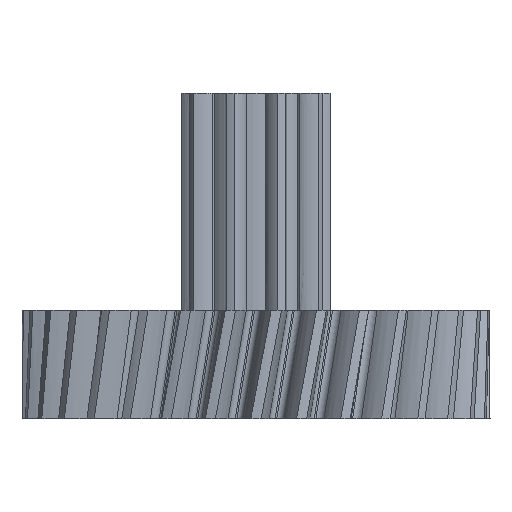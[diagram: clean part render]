
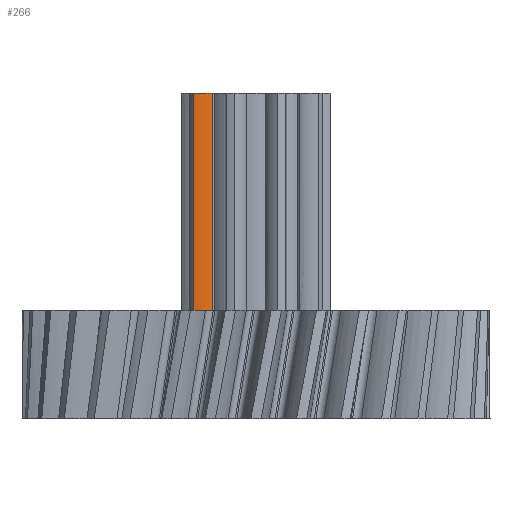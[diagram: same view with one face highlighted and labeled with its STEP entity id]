
A CAD part, left-side view. The second image highlights one B-rep face of the part: STEP entity #266.
In plain terms, the highlighted face is a extrusion surface.
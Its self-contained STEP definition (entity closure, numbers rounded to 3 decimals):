
#266=ADVANCED_FACE('',(#16660),#16662,.F.);
#16660=FACE_BOUND('',#16661,.T.);
#16661=EDGE_LOOP('',(#18382,#18383,#18384,#18385));
#16662=SURFACE_OF_LINEAR_EXTRUSION('',#16663,#16664);
#16663=B_SPLINE_CURVE_WITH_KNOTS('',3,
(#18386,#18387,#18388,#18389,#18390,#18391,#18392,#18393,#18394,#18395,#18396,#18397,
#18398,#18399,#18400,#18401,#18402,#18403,#18404,#18405,#18406,#18407,#18408,#18409,
#18410,#18411,#18412,#18413,#18414,#18415),
.UNSPECIFIED.,.F.,.F.,
(4,2,2,2,2,2,2,2,2,2,2,2,2,2,4),
(0.,0.063,0.127,0.193,0.26,0.328,
0.398,0.468,0.54,0.614,0.688,
0.764,0.842,0.92,1.),
.UNSPECIFIED.);
#16664=VECTOR('',#16665,16.);
#16665=DIRECTION('',(0.,0.,1.));
#18382=ORIENTED_EDGE('',*,*,#20127,.T.);
#18383=ORIENTED_EDGE('',*,*,#20128,.T.);
#18384=ORIENTED_EDGE('',*,*,#19667,.F.);
#18385=ORIENTED_EDGE('',*,*,#20126,.F.);
#18386=CARTESIAN_POINT('',(-2.788,3.228,8.));
#18387=CARTESIAN_POINT('',(-2.804,3.254,8.));
#18388=CARTESIAN_POINT('',(-2.818,3.28,8.));
#18389=CARTESIAN_POINT('',(-2.846,3.333,8.));
#18390=CARTESIAN_POINT('',(-2.858,3.361,8.));
#18391=CARTESIAN_POINT('',(-2.882,3.418,8.));
#18392=CARTESIAN_POINT('',(-2.893,3.448,8.));
#18393=CARTESIAN_POINT('',(-2.913,3.507,8.));
#18394=CARTESIAN_POINT('',(-2.923,3.538,8.));
#18395=CARTESIAN_POINT('',(-2.94,3.599,8.));
#18396=CARTESIAN_POINT('',(-2.948,3.631,8.));
#18397=CARTESIAN_POINT('',(-2.963,3.695,8.));
#18398=CARTESIAN_POINT('',(-2.969,3.727,8.));
#18399=CARTESIAN_POINT('',(-2.981,3.793,8.));
#18400=CARTESIAN_POINT('',(-2.986,3.826,8.));
#18401=CARTESIAN_POINT('',(-2.996,3.893,8.));
#18402=CARTESIAN_POINT('',(-2.999,3.927,8.));
#18403=CARTESIAN_POINT('',(-3.006,3.996,8.));
#18404=CARTESIAN_POINT('',(-3.009,4.031,8.));
#18405=CARTESIAN_POINT('',(-3.013,4.101,8.));
#18406=CARTESIAN_POINT('',(-3.014,4.137,8.));
#18407=CARTESIAN_POINT('',(-3.015,4.208,8.));
#18408=CARTESIAN_POINT('',(-3.015,4.244,8.));
#18409=CARTESIAN_POINT('',(-3.014,4.317,8.));
#18410=CARTESIAN_POINT('',(-3.013,4.354,8.));
#18411=CARTESIAN_POINT('',(-3.009,4.428,8.));
#18412=CARTESIAN_POINT('',(-3.006,4.465,8.));
#18413=CARTESIAN_POINT('',(-3.,4.54,8.));
#18414=CARTESIAN_POINT('',(-2.996,4.578,8.));
#18415=CARTESIAN_POINT('',(-2.992,4.615,8.));
#19667=EDGE_CURVE('',#20619,#20621,#20622,.F.);
#20126=EDGE_CURVE('',#21325,#20619,#21327,.T.);
#20127=EDGE_CURVE('',#21325,#21328,#21329,.F.);
#20128=EDGE_CURVE('',#21328,#20621,#21330,.T.);
#20619=VERTEX_POINT('',#26011);
#20621=VERTEX_POINT('',#26016);
#20622=B_SPLINE_CURVE_WITH_KNOTS('',3,
(#26017,#26018,#26019,#26020,#26021,#26022,#26023,#26024,#26025,#26026,#26027,#26028,
#26029,#26030,#26031,#26032,#26033,#26034,#26035,#26036,#26037,#26038,#26039,#26040,
#26041,#26042,#26043,#26044,#26045,#26046),
.UNSPECIFIED.,.F.,.F.,
(4,2,2,2,2,2,2,2,2,2,2,2,2,2,4),
(0.,0.063,0.127,0.193,0.26,0.328,
0.398,0.468,0.54,0.614,0.688,
0.764,0.842,0.92,1.),
.UNSPECIFIED.);
#21325=VERTEX_POINT('',#32098);
#21327=LINE('',#32103,#32104);
#21328=VERTEX_POINT('',#32106);
#21329=B_SPLINE_CURVE_WITH_KNOTS('',3,
(#32107,#32108,#32109,#32110,#32111,#32112,#32113,#32114,#32115,#32116,#32117,#32118,
#32119,#32120,#32121,#32122,#32123,#32124,#32125,#32126,#32127,#32128,#32129,#32130,
#32131,#32132,#32133,#32134,#32135,#32136),
.UNSPECIFIED.,.F.,.F.,
(4,2,2,2,2,2,2,2,2,2,2,2,2,2,4),
(0.,0.063,0.127,0.193,0.26,0.328,
0.398,0.468,0.54,0.614,0.688,
0.764,0.842,0.92,1.),
.UNSPECIFIED.);
#21330=LINE('',#32137,#32138);
#26011=CARTESIAN_POINT('',(-2.992,4.615,24.));
#26016=CARTESIAN_POINT('',(-2.788,3.228,24.));
#26017=CARTESIAN_POINT('',(-2.788,3.228,24.));
#26018=CARTESIAN_POINT('',(-2.804,3.254,24.));
#26019=CARTESIAN_POINT('',(-2.818,3.28,24.));
#26020=CARTESIAN_POINT('',(-2.846,3.333,24.));
#26021=CARTESIAN_POINT('',(-2.858,3.361,24.));
#26022=CARTESIAN_POINT('',(-2.882,3.418,24.));
#26023=CARTESIAN_POINT('',(-2.893,3.448,24.));
#26024=CARTESIAN_POINT('',(-2.913,3.507,24.));
#26025=CARTESIAN_POINT('',(-2.923,3.538,24.));
#26026=CARTESIAN_POINT('',(-2.94,3.599,24.));
#26027=CARTESIAN_POINT('',(-2.948,3.631,24.));
#26028=CARTESIAN_POINT('',(-2.963,3.695,24.));
#26029=CARTESIAN_POINT('',(-2.969,3.727,24.));
#26030=CARTESIAN_POINT('',(-2.981,3.793,24.));
#26031=CARTESIAN_POINT('',(-2.986,3.826,24.));
#26032=CARTESIAN_POINT('',(-2.996,3.893,24.));
#26033=CARTESIAN_POINT('',(-2.999,3.927,24.));
#26034=CARTESIAN_POINT('',(-3.006,3.996,24.));
#26035=CARTESIAN_POINT('',(-3.009,4.031,24.));
#26036=CARTESIAN_POINT('',(-3.013,4.101,24.));
#26037=CARTESIAN_POINT('',(-3.014,4.137,24.));
#26038=CARTESIAN_POINT('',(-3.015,4.208,24.));
#26039=CARTESIAN_POINT('',(-3.015,4.244,24.));
#26040=CARTESIAN_POINT('',(-3.014,4.317,24.));
#26041=CARTESIAN_POINT('',(-3.013,4.354,24.));
#26042=CARTESIAN_POINT('',(-3.009,4.428,24.));
#26043=CARTESIAN_POINT('',(-3.006,4.465,24.));
#26044=CARTESIAN_POINT('',(-3.,4.54,24.));
#26045=CARTESIAN_POINT('',(-2.996,4.578,24.));
#26046=CARTESIAN_POINT('',(-2.992,4.615,24.));
#32098=CARTESIAN_POINT('',(-2.992,4.615,8.));
#32103=CARTESIAN_POINT('',(-2.992,4.615,8.));
#32104=VECTOR('',#32105,1.);
#32105=DIRECTION('',(0.,0.,1.));
#32106=CARTESIAN_POINT('',(-2.788,3.228,8.));
#32107=CARTESIAN_POINT('',(-2.788,3.228,8.));
#32108=CARTESIAN_POINT('',(-2.804,3.254,8.));
#32109=CARTESIAN_POINT('',(-2.818,3.28,8.));
#32110=CARTESIAN_POINT('',(-2.846,3.333,8.));
#32111=CARTESIAN_POINT('',(-2.858,3.361,8.));
#32112=CARTESIAN_POINT('',(-2.882,3.418,8.));
#32113=CARTESIAN_POINT('',(-2.893,3.448,8.));
#32114=CARTESIAN_POINT('',(-2.913,3.507,8.));
#32115=CARTESIAN_POINT('',(-2.923,3.538,8.));
#32116=CARTESIAN_POINT('',(-2.94,3.599,8.));
#32117=CARTESIAN_POINT('',(-2.948,3.631,8.));
#32118=CARTESIAN_POINT('',(-2.963,3.695,8.));
#32119=CARTESIAN_POINT('',(-2.969,3.727,8.));
#32120=CARTESIAN_POINT('',(-2.981,3.793,8.));
#32121=CARTESIAN_POINT('',(-2.986,3.826,8.));
#32122=CARTESIAN_POINT('',(-2.996,3.893,8.));
#32123=CARTESIAN_POINT('',(-2.999,3.927,8.));
#32124=CARTESIAN_POINT('',(-3.006,3.996,8.));
#32125=CARTESIAN_POINT('',(-3.009,4.031,8.));
#32126=CARTESIAN_POINT('',(-3.013,4.101,8.));
#32127=CARTESIAN_POINT('',(-3.014,4.137,8.));
#32128=CARTESIAN_POINT('',(-3.015,4.208,8.));
#32129=CARTESIAN_POINT('',(-3.015,4.244,8.));
#32130=CARTESIAN_POINT('',(-3.014,4.317,8.));
#32131=CARTESIAN_POINT('',(-3.013,4.354,8.));
#32132=CARTESIAN_POINT('',(-3.009,4.428,8.));
#32133=CARTESIAN_POINT('',(-3.006,4.465,8.));
#32134=CARTESIAN_POINT('',(-3.,4.54,8.));
#32135=CARTESIAN_POINT('',(-2.996,4.578,8.));
#32136=CARTESIAN_POINT('',(-2.992,4.615,8.));
#32137=CARTESIAN_POINT('',(-2.788,3.228,8.));
#32138=VECTOR('',#32139,1.);
#32139=DIRECTION('',(0.,0.,1.));
